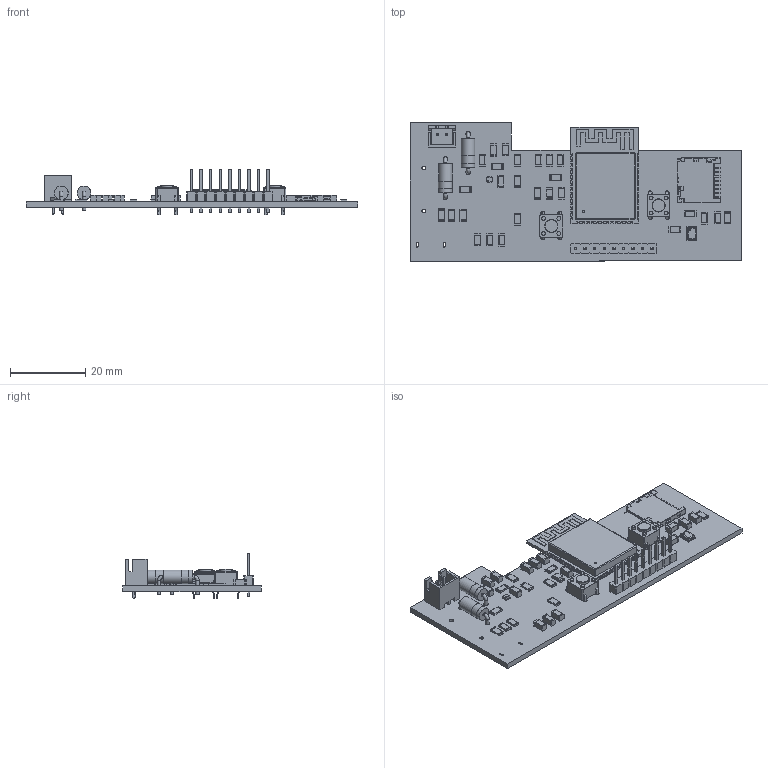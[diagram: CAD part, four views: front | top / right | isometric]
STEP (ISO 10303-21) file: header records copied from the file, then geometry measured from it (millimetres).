
FILE_DESCRIPTION(('KiCad electronic assembly'),'2;1');
FILE_NAME('IRIS V2.step','2026-01-17T17:42:29',('Pcbnew'),('Kicad'), 'Open CASCADE STEP processor 7.9','KiCad to STEP converter','Unknown' );
FILE_SCHEMA(('AUTOMOTIVE_DESIGN { 1 0 10303 214 1 1 1 1 }'));
Length unit declared in the file: millimetre
Products named in the file (13): IRIS V2 1; R_1206_3216Metric; C_1206_3216Metric; JST_XH_B2B-XH-A_1x02_P2.50mm_Vertical; SW_PUSH_6mm; LED_1206_3216Metric; Knowles_SPH0645LM4H-6_3.5x2.65mm; D_DO-15_P10.16mm_Horizontal; SOT-563; PinHeader_1x09_P2.54mm_Vertical; ESP32-S3-WROOM-1; microSD_HC_Hirose_DM3D-SF; IRIS V2_PCB
Assembly tree (38 placements, depth 2):
  IRIS V2 1
    R_1206_3216Metric  x11
    C_1206_3216Metric  x15
    JST_XH_B2B-XH-A_1x02_P2.50mm_Vertical
    SW_PUSH_6mm  x2
    LED_1206_3216Metric
    Knowles_SPH0645LM4H-6_3.5x2.65mm
    D_DO-15_P10.16mm_Horizontal  x2
    SOT-563
    PinHeader_1x09_P2.54mm_Vertical
    ESP32-S3-WROOM-1
    microSD_HC_Hirose_DM3D-SF
    IRIS V2_PCB
Bounding box: 87.91 x 36.75 x 12.04 mm (x, y, z)
Volume: 6143 mm3; surface area: 10702.6 mm2
Topology: 90 solids, 90 shells, 3032 faces, 7528 edges, 4740 vertices
Faces by surface type: plane 2463, cylinder 541, bspline 14, sphere 8, torus 6
Full cylindrical faces by diameter (mm): 0.2 x13, 0.25 x1, 0.325 x1, 0.5 x2, 0.9 x8, 1 x21, 1.1 x8, 1.2 x4, 3.5 x2, 3.6 x4, 3.62 x2
Entity records: 82123 total; most frequent: CARTESIAN_POINT 12516, ORIENTED_EDGE 11066, DIRECTION 10572, EDGE_CURVE 5532, LINE 5022, VECTOR 5022, VERTEX_POINT 3435, AXIS2_PLACEMENT_3D 2775
